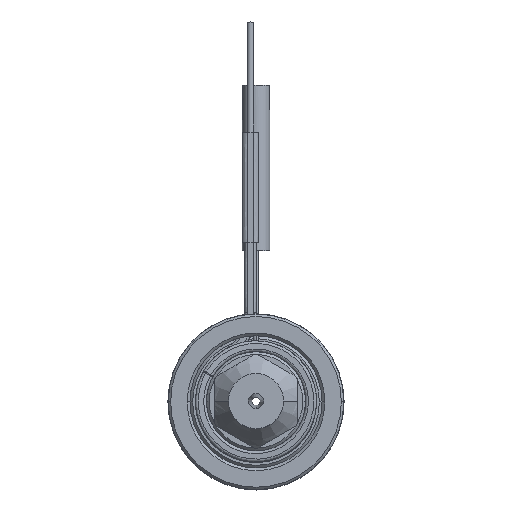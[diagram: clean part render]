
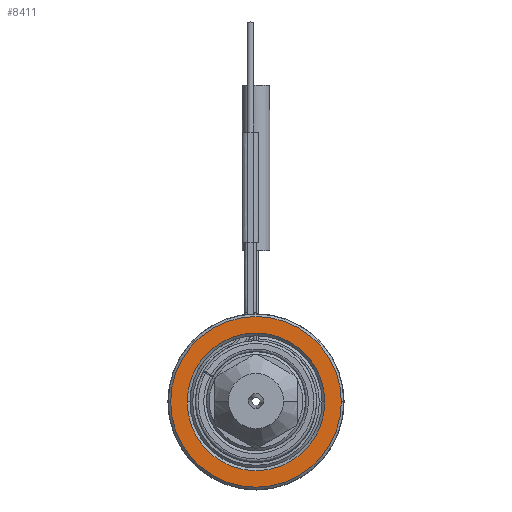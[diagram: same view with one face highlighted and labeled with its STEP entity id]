
A CAD part, top view. The second image highlights one B-rep face of the part: STEP entity #8411.
In plain terms, the highlighted planar face has unit normal (0, 0, 1).
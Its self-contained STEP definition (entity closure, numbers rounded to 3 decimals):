
#1974=CARTESIAN_POINT('',(0.,0.,25.));
#1975=DIRECTION('',(0.,0.,-1.));
#1976=DIRECTION('',(-1.,0.,0.));
#1977=AXIS2_PLACEMENT_3D('',#1974,#1975,#1976);
#1988=CARTESIAN_POINT('',(0.,0.,25.));
#1989=DIRECTION('',(0.,0.,-1.));
#1990=DIRECTION('',(1.,0.,0.));
#1991=AXIS2_PLACEMENT_3D('',#1988,#1989,#1990);
#2002=CARTESIAN_POINT('',(0.,0.,
25.));
#2003=DIRECTION('',(0.,0.,-1.));
#2004=DIRECTION('',(1.,0.,0.));
#2005=AXIS2_PLACEMENT_3D('',#2002,#2003,#2004);
#2016=CARTESIAN_POINT('',(0.,0.,25.));
#2017=DIRECTION('',(0.,0.,-1.));
#2018=DIRECTION('',(-1.,0.,0.));
#2019=AXIS2_PLACEMENT_3D('',#2016,#2017,#2018);
#5873=CARTESIAN_POINT('',(15.5,0.,25.));
#5874=CARTESIAN_POINT('',(-15.5,0.,
25.));
#5875=VERTEX_POINT('',#5873);
#5876=VERTEX_POINT('',#5874);
#5877=CARTESIAN_POINT('',(12.5,0.,25.));
#5878=CARTESIAN_POINT('',(-12.5,0.,25.));
#5879=VERTEX_POINT('',#5877);
#5880=VERTEX_POINT('',#5878);
#8396=CARTESIAN_POINT('',(0.,0.,25.));
#8397=DIRECTION('',(0.,0.,1.));
#8398=DIRECTION('',(-1.,0.,0.));
#8399=AXIS2_PLACEMENT_3D('',#8396,#8397,#8398);
#8400=PLANE('',#8399);
#8401=ORIENTED_EDGE('',*,*,#8378,.T.);
#8402=ORIENTED_EDGE('',*,*,#8363,.T.);
#8403=EDGE_LOOP('',(#8401,#8402));
#8404=FACE_OUTER_BOUND('',#8403,.F.);
#8406=ORIENTED_EDGE('',*,*,#8405,.F.);
#8408=ORIENTED_EDGE('',*,*,#8407,.F.);
#8409=EDGE_LOOP('',(#8406,#8408));
#8410=FACE_BOUND('',#8409,.F.);
#1978=CIRCLE('',#1977,15.5);
#1992=CIRCLE('',#1991,15.5);
#2006=CIRCLE('',#2005,12.5);
#2020=CIRCLE('',#2019,12.5);
#8363=EDGE_CURVE('',#5876,#5875,#1978,.T.);
#8378=EDGE_CURVE('',#5875,#5876,#1992,.T.);
#8405=EDGE_CURVE('',#5879,#5880,#2006,.T.);
#8407=EDGE_CURVE('',#5880,#5879,#2020,.T.);
#8411=ADVANCED_FACE('',(#8404,#8410),#8400,.T.);
